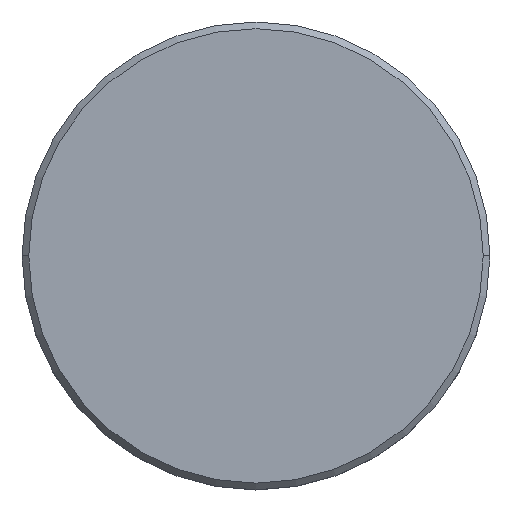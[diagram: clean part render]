
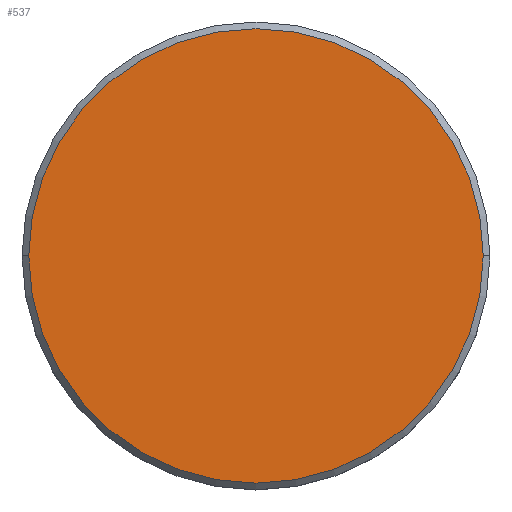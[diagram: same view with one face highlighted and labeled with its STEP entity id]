
A CAD part, top view. The second image highlights one B-rep face of the part: STEP entity #537.
In plain terms, the highlighted planar face has unit normal (0, 0, 1).
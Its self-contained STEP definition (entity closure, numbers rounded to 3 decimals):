
#1 = AXIS2_PLACEMENT_3D ( 'NONE', #892, #336, #163 ) ;
#9 = CARTESIAN_POINT ( 'NONE',  ( -17., 0., 0. ) ) ;
#48 = PLANE ( 'NONE',  #1144 ) ;
#63 = FACE_OUTER_BOUND ( 'NONE', #203, .T. ) ;
#157 = CIRCLE ( 'NONE', #1, 17. ) ;
#163 = DIRECTION ( 'NONE',  ( 1., 0., 0. ) ) ;
#177 = AXIS2_PLACEMENT_3D ( 'NONE', #990, #373, #910 ) ;
#203 = EDGE_LOOP ( 'NONE', ( #656, #492 ) ) ;
#211 = CIRCLE ( 'NONE', #177, 17. ) ;
#336 = DIRECTION ( 'NONE',  ( 0., 0., 1. ) ) ;
#373 = DIRECTION ( 'NONE',  ( 0., 0., 1. ) ) ;
#435 = CARTESIAN_POINT ( 'NONE',  ( 0., 0., 0. ) ) ;
#492 = ORIENTED_EDGE ( 'NONE', *, *, #1174, .T. ) ;
#537 = ADVANCED_FACE ( 'NONE', ( #63 ), #48, .T. ) ;
#607 = VERTEX_POINT ( 'NONE', #830 ) ;
#615 = DIRECTION ( 'NONE',  ( 1., 0., 0. ) ) ;
#656 = ORIENTED_EDGE ( 'NONE', *, *, #1082, .T. ) ;
#830 = CARTESIAN_POINT ( 'NONE',  ( 17., 0., 0. ) ) ;
#892 = CARTESIAN_POINT ( 'NONE',  ( 0., 0., 0. ) ) ;
#910 = DIRECTION ( 'NONE',  ( 1., 0., 0. ) ) ;
#939 = VERTEX_POINT ( 'NONE', #9 ) ;
#990 = CARTESIAN_POINT ( 'NONE',  ( 0., 0., 0. ) ) ;
#1082 = EDGE_CURVE ( 'NONE', #939, #607, #157, .T. ) ;
#1144 = AXIS2_PLACEMENT_3D ( 'NONE', #435, #1156, #615 ) ;
#1156 = DIRECTION ( 'NONE',  ( 0., 0., 1. ) ) ;
#1174 = EDGE_CURVE ( 'NONE', #607, #939, #211, .T. ) ;
